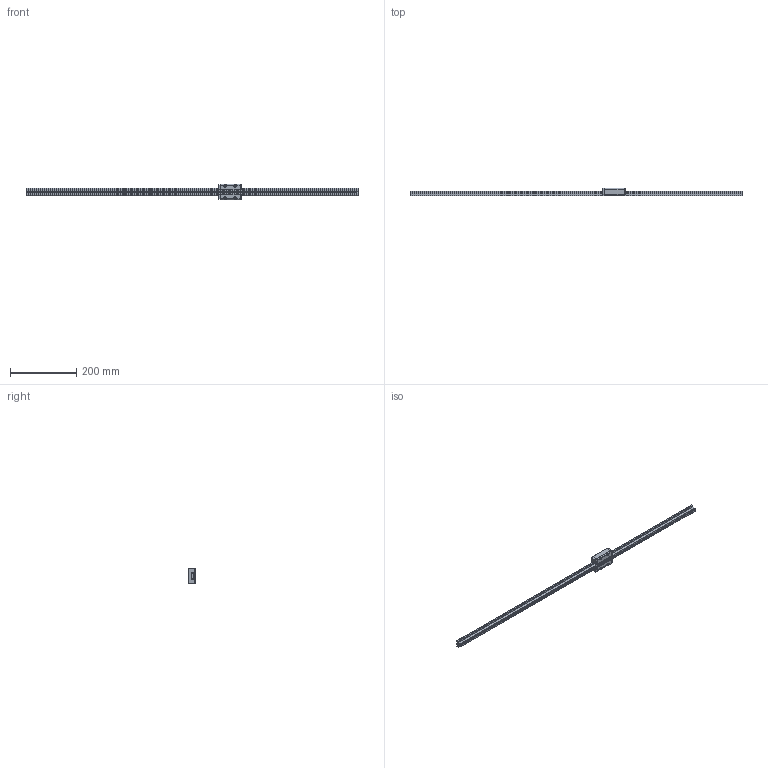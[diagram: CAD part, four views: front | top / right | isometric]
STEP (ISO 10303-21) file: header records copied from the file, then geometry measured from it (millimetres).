
FILE_DESCRIPTION(/* description */ ('1 Meter track length'),/* implementation_level */ '2;1');
FILE_NAME(/* name */ 'DFG115 -CASSXX (Website assembly).stp',/* time_stamp */ '2017-02-27T13:57:50+00:00',/* author */ ('dbrooks'),/* organization */ (''),/* preprocessor_version */ 'ST-DEVELOPER v15.6',/* originating_system */ 'Autodesk Inventor 2015',/* authorisation */ '');
FILE_SCHEMA (('AUTOMOTIVE_DESIGN { 1 0 10303 214 3 1 1 }'));
Length unit declared in the file: millimetre
Products named in the file (5): DFG115-0100; Housing; Endcap; DFG115-CASSXX  (WEBSITE); DFG115 -CASSXX (Website assembly)
Assembly tree (5 placements, depth 3):
  DFG115 -CASSXX (Website assembly)
    DFG115-0100
    DFG115-CASSXX  (WEBSITE)
      Housing
      Endcap  x2
Bounding box: 1000 x 24 x 47 mm (x, y, z)
Volume: 231104.5 mm3; surface area: 115757.9 mm2
Topology: 4 solids, 4 shells, 807 faces, 2312 edges, 1492 vertices
Faces by surface type: plane 399, cylinder 290, cone 78, bspline 40
Full cylindrical faces by diameter (mm): 4.2 x4, 4.3 x17, 8 x21
Entity records: 27636 total; most frequent: CARTESIAN_POINT 8555, ORIENTED_EDGE 4216, DIRECTION 3702, EDGE_CURVE 2108, VERTEX_POINT 1382, AXIS2_PLACEMENT_3D 1327, LINE 1048, VECTOR 1048
